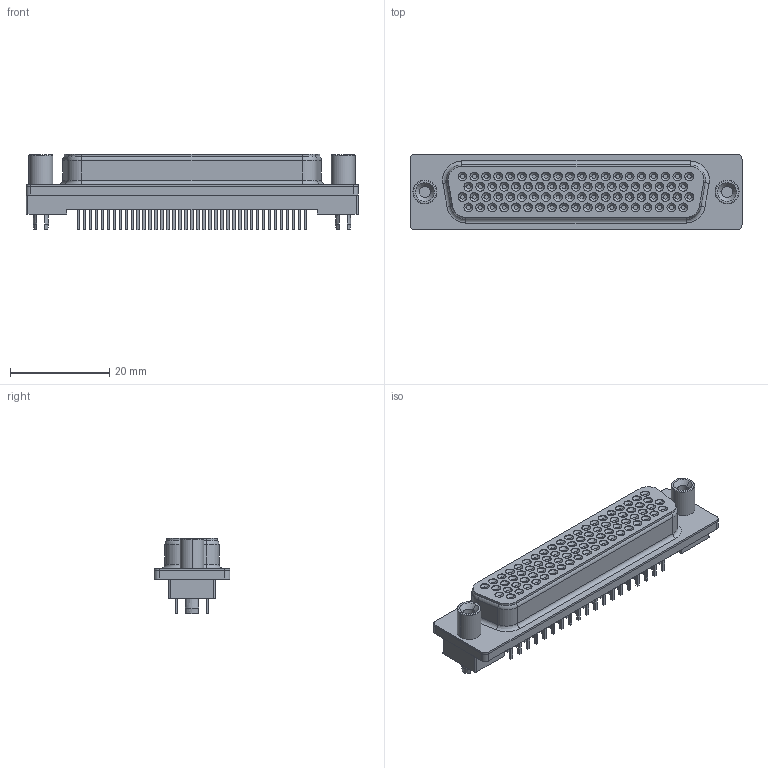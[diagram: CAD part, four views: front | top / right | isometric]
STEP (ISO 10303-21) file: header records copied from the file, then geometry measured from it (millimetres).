
FILE_DESCRIPTION((''),'2;1');
FILE_NAME('TYCO_1-5748831-1.stp','2012-03-28T12:17:26',(''),(''),'Mechanical Desktop 2011','Mechanical Desktop 2011',', , ');
FILE_SCHEMA(('AUTOMOTIVE_DESIGN { 1 2 10303 214 1 1 1 1 }'));
Length unit declared in the file: millimetre
Products named in the file (1): Product
Bounding box: 67 x 15.3 x 15.28 mm (x, y, z)
Volume: 7713.7 mm3; surface area: 11834.2 mm2
Topology: 89 solids, 89 shells, 921 faces, 2102 edges, 1323 vertices
Faces by surface type: bspline 486, cylinder 196, cone 168, plane 63, torus 8
Entity records: 26002 total; most frequent: CARTESIAN_POINT 5941, ORIENTED_EDGE 4204, DIRECTION 3573, EDGE_CURVE 2102, VECTOR 1471, LINE 1471, VERTEX_POINT 1323, AXIS2_PLACEMENT_3D 1051
